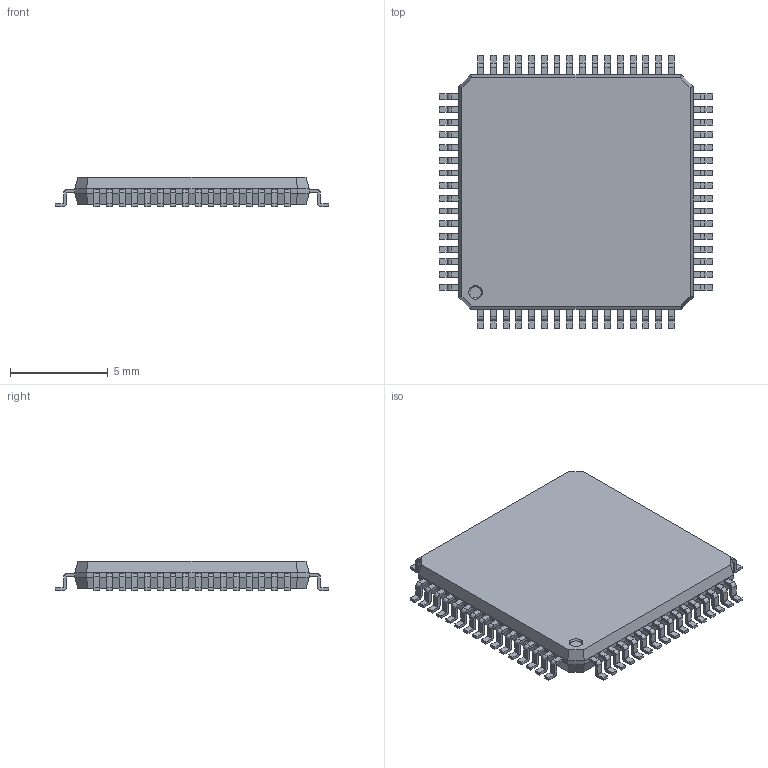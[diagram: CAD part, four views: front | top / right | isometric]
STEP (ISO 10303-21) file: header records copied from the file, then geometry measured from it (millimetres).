
FILE_DESCRIPTION(('STEP AP214'), '1');
FILE_NAME('QFP_package', '2019-01-11T21:03:03', ('Che'), (''), 'ASCON STEP Converter 1.3', 'ASCON Math Kernel', '');
FILE_SCHEMA(('AUTOMOTIVE_DESIGN { 1 0 10303 214 3 1 1}'));
Length unit declared in the file: millimetre
Bounding box: 14 x 14 x 1.5 mm (x, y, z)
Volume: 201.1 mm3; surface area: 433.2 mm2
Topology: 1 solids, 1 shells, 860 faces, 2363 edges, 1570 vertices
Faces by surface type: plane 603, cylinder 256, cone 1
Entity records: 34132 total; most frequent: CARTESIAN_POINT 4793, ORIENTED_EDGE 4724, DIRECTION 4598, EDGE_CURVE 2362, LINE 1848, VECTOR 1848, VERTEX_POINT 1570, AXIS2_PLACEMENT_3D 1375
